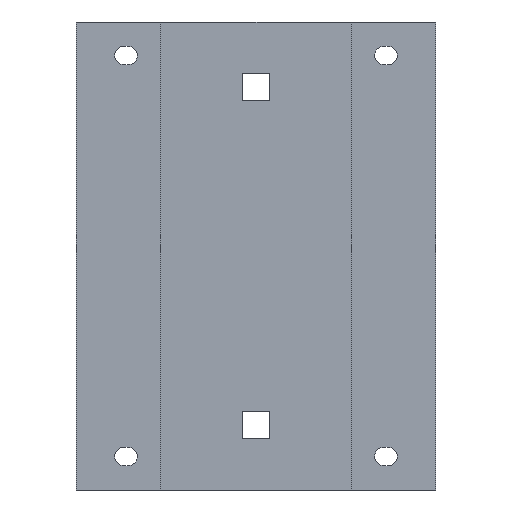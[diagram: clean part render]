
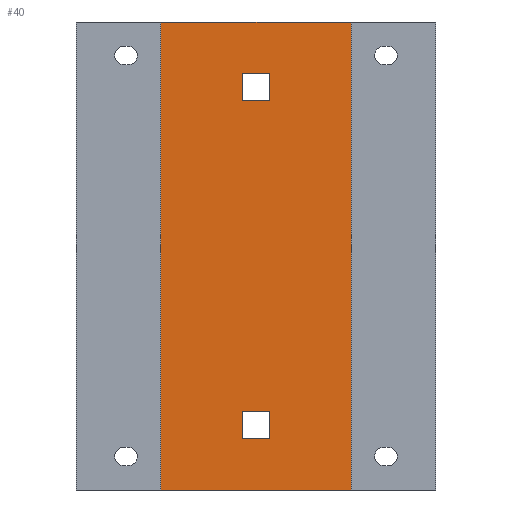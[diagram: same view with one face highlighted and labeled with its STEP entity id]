
A CAD part, front view. The second image highlights one B-rep face of the part: STEP entity #40.
In plain terms, the highlighted planar face has unit normal (0, -1, 0).
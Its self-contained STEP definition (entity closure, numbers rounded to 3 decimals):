
#24=FACE_BOUND('',#143,.T.);
#25=FACE_BOUND('',#144,.T.);
#40=ADVANCED_FACE('',(#86,#24,#25),#818,.T.);
#86=FACE_OUTER_BOUND('',#142,.T.);
#142=EDGE_LOOP('',(#304,#305,#306,#307));
#143=EDGE_LOOP('',(#308,#309,#310,#311));
#144=EDGE_LOOP('',(#312,#313,#314,#315));
#304=ORIENTED_EDGE('',*,*,#467,.T.);
#305=ORIENTED_EDGE('',*,*,#485,.F.);
#306=ORIENTED_EDGE('',*,*,#440,.F.);
#307=ORIENTED_EDGE('',*,*,#497,.F.);
#308=ORIENTED_EDGE('',*,*,#510,.T.);
#309=ORIENTED_EDGE('',*,*,#507,.T.);
#310=ORIENTED_EDGE('',*,*,#508,.T.);
#311=ORIENTED_EDGE('',*,*,#509,.T.);
#312=ORIENTED_EDGE('',*,*,#514,.T.);
#313=ORIENTED_EDGE('',*,*,#511,.T.);
#314=ORIENTED_EDGE('',*,*,#512,.T.);
#315=ORIENTED_EDGE('',*,*,#513,.T.);
#440=EDGE_CURVE('',#704,#719,#596,.T.);
#467=EDGE_CURVE('',#731,#730,#623,.T.);
#485=EDGE_CURVE('',#719,#730,#641,.T.);
#497=EDGE_CURVE('',#731,#704,#653,.T.);
#507=EDGE_CURVE('',#776,#777,#663,.T.);
#508=EDGE_CURVE('',#777,#778,#664,.T.);
#509=EDGE_CURVE('',#778,#779,#665,.T.);
#510=EDGE_CURVE('',#779,#776,#666,.T.);
#511=EDGE_CURVE('',#780,#781,#667,.T.);
#512=EDGE_CURVE('',#781,#782,#668,.T.);
#513=EDGE_CURVE('',#782,#783,#669,.T.);
#514=EDGE_CURVE('',#783,#780,#670,.T.);
#596=B_SPLINE_CURVE_WITH_KNOTS('',1,(#1338,#1339),.UNSPECIFIED.,.F.,.F.,
(2,2),(-78.,0.),.UNSPECIFIED.);
#623=B_SPLINE_CURVE_WITH_KNOTS('',1,(#1406,#1407),.UNSPECIFIED.,.F.,.F.,
(2,2),(75.381,153.381),.UNSPECIFIED.);
#641=B_SPLINE_CURVE_WITH_KNOTS('',1,(#1444,#1445),.UNSPECIFIED.,.F.,.F.,
(2,2),(0.,216.),.UNSPECIFIED.);
#653=B_SPLINE_CURVE_WITH_KNOTS('',1,(#1468,#1469),.UNSPECIFIED.,.F.,.F.,
(2,2),(0.,216.),.UNSPECIFIED.);
#663=B_SPLINE_CURVE_WITH_KNOTS('',1,(#1488,#1489),.UNSPECIFIED.,.F.,.F.,
(2,2),(-12.5,0.),.UNSPECIFIED.);
#664=B_SPLINE_CURVE_WITH_KNOTS('',1,(#1490,#1491),.UNSPECIFIED.,.F.,.F.,
(2,2),(-12.5,0.),.UNSPECIFIED.);
#665=B_SPLINE_CURVE_WITH_KNOTS('',1,(#1492,#1493),.UNSPECIFIED.,.F.,.F.,
(2,2),(-12.5,0.),.UNSPECIFIED.);
#666=B_SPLINE_CURVE_WITH_KNOTS('',1,(#1494,#1495),.UNSPECIFIED.,.F.,.F.,
(2,2),(-12.5,0.),.UNSPECIFIED.);
#667=B_SPLINE_CURVE_WITH_KNOTS('',1,(#1496,#1497),.UNSPECIFIED.,.F.,.F.,
(2,2),(0.,12.5),.UNSPECIFIED.);
#668=B_SPLINE_CURVE_WITH_KNOTS('',1,(#1498,#1499),.UNSPECIFIED.,.F.,.F.,
(2,2),(0.,12.5),.UNSPECIFIED.);
#669=B_SPLINE_CURVE_WITH_KNOTS('',1,(#1500,#1501),.UNSPECIFIED.,.F.,.F.,
(2,2),(0.,12.5),.UNSPECIFIED.);
#670=B_SPLINE_CURVE_WITH_KNOTS('',1,(#1502,#1503),.UNSPECIFIED.,.F.,.F.,
(2,2),(0.,12.5),.UNSPECIFIED.);
#704=VERTEX_POINT('',#1250);
#719=VERTEX_POINT('',#1265);
#730=VERTEX_POINT('',#1276);
#731=VERTEX_POINT('',#1277);
#776=VERTEX_POINT('',#1322);
#777=VERTEX_POINT('',#1323);
#778=VERTEX_POINT('',#1324);
#779=VERTEX_POINT('',#1325);
#780=VERTEX_POINT('',#1326);
#781=VERTEX_POINT('',#1327);
#782=VERTEX_POINT('',#1328);
#783=VERTEX_POINT('',#1329);
#818=PLANE('',#940);
#940=AXIS2_PLACEMENT_3D('',#1014,#977,$);
#977=DIRECTION('',(0.,-1.,0.));
#1014=CARTESIAN_POINT('',(-62.315,-26.645,-145.251));
#1250=CARTESIAN_POINT('',(-44.514,-26.645,107.351));
#1265=CARTESIAN_POINT('',(43.486,-26.645,107.351));
#1276=CARTESIAN_POINT('',(43.486,-26.645,-108.649));
#1277=CARTESIAN_POINT('',(-44.514,-26.645,-108.649));
#1322=CARTESIAN_POINT('',(-6.764,-26.645,71.101));
#1323=CARTESIAN_POINT('',(-6.764,-26.645,83.601));
#1324=CARTESIAN_POINT('',(5.736,-26.645,83.601));
#1325=CARTESIAN_POINT('',(5.736,-26.645,71.101));
#1326=CARTESIAN_POINT('',(5.736,-26.645,-84.899));
#1327=CARTESIAN_POINT('',(-6.764,-26.645,-84.899));
#1328=CARTESIAN_POINT('',(-6.764,-26.645,-72.399));
#1329=CARTESIAN_POINT('',(5.736,-26.645,-72.399));
#1338=CARTESIAN_POINT('',(-44.514,-26.645,107.351));
#1339=CARTESIAN_POINT('',(43.486,-26.645,107.351));
#1406=CARTESIAN_POINT('',(-44.514,-26.645,-108.649));
#1407=CARTESIAN_POINT('',(43.486,-26.645,-108.649));
#1444=CARTESIAN_POINT('',(43.486,-26.645,107.351));
#1445=CARTESIAN_POINT('',(43.486,-26.645,-108.649));
#1468=CARTESIAN_POINT('',(-44.514,-26.645,-108.649));
#1469=CARTESIAN_POINT('',(-44.514,-26.645,107.351));
#1488=CARTESIAN_POINT('',(-6.764,-26.645,71.101));
#1489=CARTESIAN_POINT('',(-6.764,-26.645,83.601));
#1490=CARTESIAN_POINT('',(-6.764,-26.645,83.601));
#1491=CARTESIAN_POINT('',(5.736,-26.645,83.601));
#1492=CARTESIAN_POINT('',(5.736,-26.645,83.601));
#1493=CARTESIAN_POINT('',(5.736,-26.645,71.101));
#1494=CARTESIAN_POINT('',(5.736,-26.645,71.101));
#1495=CARTESIAN_POINT('',(-6.764,-26.645,71.101));
#1496=CARTESIAN_POINT('',(5.736,-26.645,-84.899));
#1497=CARTESIAN_POINT('',(-6.764,-26.645,-84.899));
#1498=CARTESIAN_POINT('',(-6.764,-26.645,-84.899));
#1499=CARTESIAN_POINT('',(-6.764,-26.645,-72.399));
#1500=CARTESIAN_POINT('',(-6.764,-26.645,-72.399));
#1501=CARTESIAN_POINT('',(5.736,-26.645,-72.399));
#1502=CARTESIAN_POINT('',(5.736,-26.645,-72.399));
#1503=CARTESIAN_POINT('',(5.736,-26.645,-84.899));
